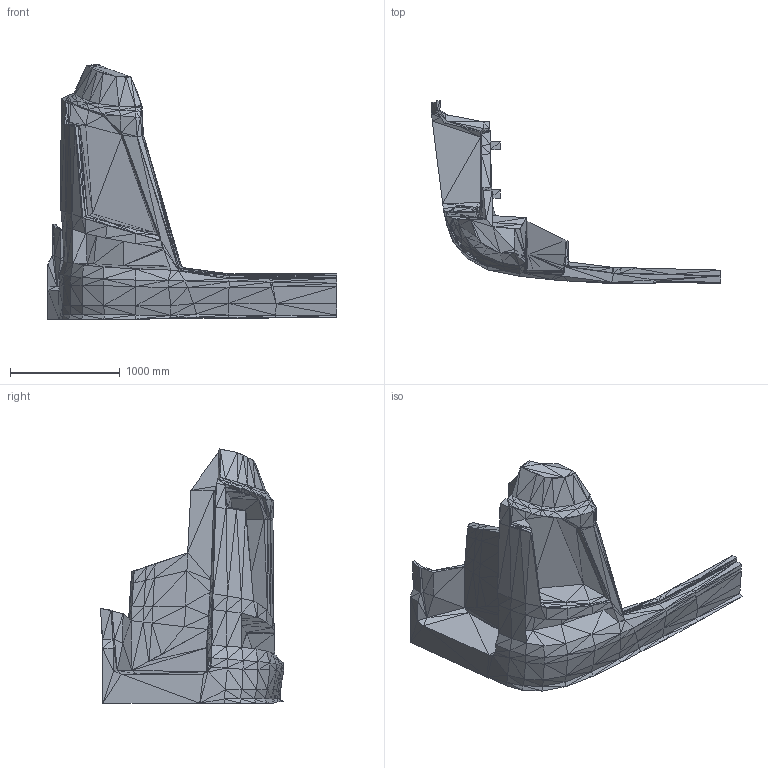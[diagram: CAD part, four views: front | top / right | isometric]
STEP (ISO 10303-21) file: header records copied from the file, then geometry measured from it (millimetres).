
FILE_DESCRIPTION (( 'STEP AP203' ), '1' );
FILE_NAME ('Volvo_FH_58.STEP', '2019-10-19T22:58:33', ( '' ), ( '' ), 'SwSTEP 2.0', 'SolidWorks 2019', '' );
FILE_SCHEMA (( 'CONFIG_CONTROL_DESIGN' ));
Length unit declared in the file: inch
Products named in the file (1): Volvo_FH_58
Bounding box: 2633.49 x 1669.1 x 2318 mm (x, y, z)
Volume: 741143487.4 mm3; surface area: 12277935.6 mm2
Topology: 1 solids, 1 shells, 818 faces, 1232 edges, 416 vertices
Faces by surface type: plane 818
Entity records: 16087 total; most frequent: DIRECTION 2870, CARTESIAN_POINT 2467, ORIENTED_EDGE 2464, LINE 1232, EDGE_CURVE 1232, VECTOR 1232, AXIS2_PLACEMENT_3D 819, PLANE 818
